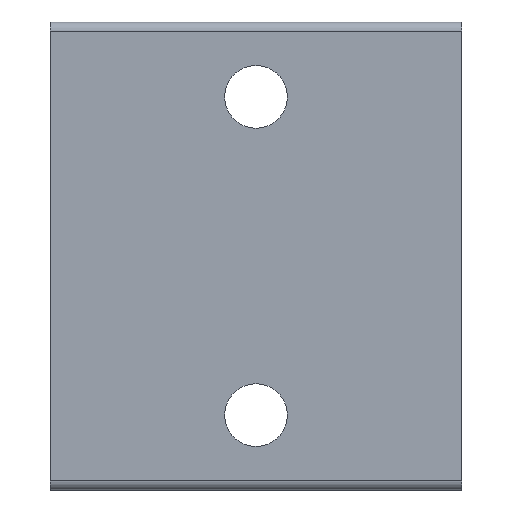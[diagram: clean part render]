
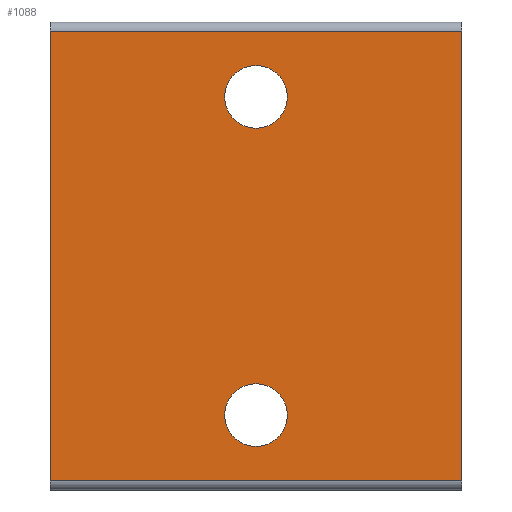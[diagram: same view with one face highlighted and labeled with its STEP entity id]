
A CAD part, front view. The second image highlights one B-rep face of the part: STEP entity #1088.
In plain terms, the highlighted planar face has unit normal (0, -1, 0).
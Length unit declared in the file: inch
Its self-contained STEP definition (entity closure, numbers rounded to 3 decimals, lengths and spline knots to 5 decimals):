
#4 = EDGE_CURVE ( 'NONE', #909, #149, #131, .T. ) ;
#11 = VERTEX_POINT ( 'NONE', #923 ) ;
#24 = EDGE_CURVE ( 'NONE', #1055, #438, #1016, .T. ) ;
#31 = PLANE ( 'NONE',  #428 ) ;
#43 = CIRCLE ( 'NONE', #999, 0.13189 ) ;
#78 = EDGE_LOOP ( 'NONE', ( #531, #991 ) ) ;
#99 = DIRECTION ( 'NONE',  ( 0., 1., 0. ) ) ;
#108 = DIRECTION ( 'NONE',  ( 0., 0., 1. ) ) ;
#114 = DIRECTION ( 'NONE',  ( 0., 0., -1. ) ) ;
#120 = DIRECTION ( 'NONE',  ( 0., 0., -1. ) ) ;
#126 = CARTESIAN_POINT ( 'NONE',  ( 0.86614, 0., -0.94488 ) ) ;
#131 = LINE ( 'NONE', #482, #304 ) ;
#137 = EDGE_CURVE ( 'NONE', #11, #325, #43, .T. ) ;
#149 = VERTEX_POINT ( 'NONE', #312 ) ;
#192 = VECTOR ( 'NONE', #637, 39.37008 ) ;
#199 = CARTESIAN_POINT ( 'NONE',  ( 0., 0., 0.66929 ) ) ;
#202 = ORIENTED_EDGE ( 'NONE', *, *, #896, .F. ) ;
#207 = FACE_BOUND ( 'NONE', #78, .T. ) ;
#226 = DIRECTION ( 'NONE',  ( -1., 0., 0. ) ) ;
#244 = LINE ( 'NONE', #549, #963 ) ;
#255 = LINE ( 'NONE', #383, #192 ) ;
#296 = FACE_OUTER_BOUND ( 'NONE', #409, .T. ) ;
#304 = VECTOR ( 'NONE', #226, 39.37008 ) ;
#312 = CARTESIAN_POINT ( 'NONE',  ( -0.86614, 0., 0.94488 ) ) ;
#317 = CARTESIAN_POINT ( 'NONE',  ( 0.86614, 0., -0.94488 ) ) ;
#325 = VERTEX_POINT ( 'NONE', #801 ) ;
#370 = AXIS2_PLACEMENT_3D ( 'NONE', #728, #982, #114 ) ;
#373 = CARTESIAN_POINT ( 'NONE',  ( 0., 0., 0.80118 ) ) ;
#383 = CARTESIAN_POINT ( 'NONE',  ( 0.86614, 0., 0.98425 ) ) ;
#409 = EDGE_LOOP ( 'NONE', ( #410, #854, #501, #567 ) ) ;
#410 = ORIENTED_EDGE ( 'NONE', *, *, #430, .F. ) ;
#428 = AXIS2_PLACEMENT_3D ( 'NONE', #735, #566, #120 ) ;
#430 = EDGE_CURVE ( 'NONE', #1055, #149, #244, .T. ) ;
#438 = VERTEX_POINT ( 'NONE', #126 ) ;
#450 = ORIENTED_EDGE ( 'NONE', *, *, #1094, .F. ) ;
#464 = DIRECTION ( 'NONE',  ( 0., 0., 1. ) ) ;
#470 = EDGE_CURVE ( 'NONE', #909, #438, #255, .T. ) ;
#480 = AXIS2_PLACEMENT_3D ( 'NONE', #977, #99, #108 ) ;
#482 = CARTESIAN_POINT ( 'NONE',  ( -0.86614, 0., 0.94488 ) ) ;
#501 = ORIENTED_EDGE ( 'NONE', *, *, #470, .F. ) ;
#503 = CARTESIAN_POINT ( 'NONE',  ( 0., 0., 0.5374 ) ) ;
#520 = CIRCLE ( 'NONE', #480, 0.13189 ) ;
#531 = ORIENTED_EDGE ( 'NONE', *, *, #798, .T. ) ;
#544 = CARTESIAN_POINT ( 'NONE',  ( 0.86614, 0., 0.94488 ) ) ;
#549 = CARTESIAN_POINT ( 'NONE',  ( -0.86614, 0., 0.98425 ) ) ;
#566 = DIRECTION ( 'NONE',  ( 0., -1., 0. ) ) ;
#567 = ORIENTED_EDGE ( 'NONE', *, *, #4, .T. ) ;
#581 = CARTESIAN_POINT ( 'NONE',  ( 0., 0., -0.66929 ) ) ;
#583 = VERTEX_POINT ( 'NONE', #503 ) ;
#637 = DIRECTION ( 'NONE',  ( 0., 0., -1. ) ) ;
#662 = AXIS2_PLACEMENT_3D ( 'NONE', #199, #804, #738 ) ;
#698 = CIRCLE ( 'NONE', #662, 0.13189 ) ;
#728 = CARTESIAN_POINT ( 'NONE',  ( 0., 0., 0.66929 ) ) ;
#735 = CARTESIAN_POINT ( 'NONE',  ( 0., 0., 0. ) ) ;
#738 = DIRECTION ( 'NONE',  ( 0., 0., -1. ) ) ;
#798 = EDGE_CURVE ( 'NONE', #325, #11, #520, .T. ) ;
#801 = CARTESIAN_POINT ( 'NONE',  ( 0., 0., -0.80118 ) ) ;
#804 = DIRECTION ( 'NONE',  ( 0., -1., 0. ) ) ;
#832 = DIRECTION ( 'NONE',  ( 0., 1., 0. ) ) ;
#854 = ORIENTED_EDGE ( 'NONE', *, *, #24, .T. ) ;
#896 = EDGE_CURVE ( 'NONE', #1097, #583, #698, .T. ) ;
#909 = VERTEX_POINT ( 'NONE', #544 ) ;
#923 = CARTESIAN_POINT ( 'NONE',  ( 0., 0., -0.5374 ) ) ;
#963 = VECTOR ( 'NONE', #464, 39.37008 ) ;
#977 = CARTESIAN_POINT ( 'NONE',  ( 0., 0., -0.66929 ) ) ;
#982 = DIRECTION ( 'NONE',  ( 0., -1., 0. ) ) ;
#991 = ORIENTED_EDGE ( 'NONE', *, *, #137, .T. ) ;
#999 = AXIS2_PLACEMENT_3D ( 'NONE', #581, #832, #1093 ) ;
#1016 = LINE ( 'NONE', #317, #1080 ) ;
#1020 = CIRCLE ( 'NONE', #370, 0.13189 ) ;
#1030 = EDGE_LOOP ( 'NONE', ( #450, #202 ) ) ;
#1055 = VERTEX_POINT ( 'NONE', #1065 ) ;
#1060 = FACE_BOUND ( 'NONE', #1030, .T. ) ;
#1065 = CARTESIAN_POINT ( 'NONE',  ( -0.86614, 0., -0.94488 ) ) ;
#1080 = VECTOR ( 'NONE', #1091, 39.37008 ) ;
#1088 = ADVANCED_FACE ( 'NONE', ( #207, #1060, #296 ), #31, .T. ) ;
#1091 = DIRECTION ( 'NONE',  ( 1., 0., 0. ) ) ;
#1093 = DIRECTION ( 'NONE',  ( 0., 0., 1. ) ) ;
#1094 = EDGE_CURVE ( 'NONE', #583, #1097, #1020, .T. ) ;
#1097 = VERTEX_POINT ( 'NONE', #373 ) ;
